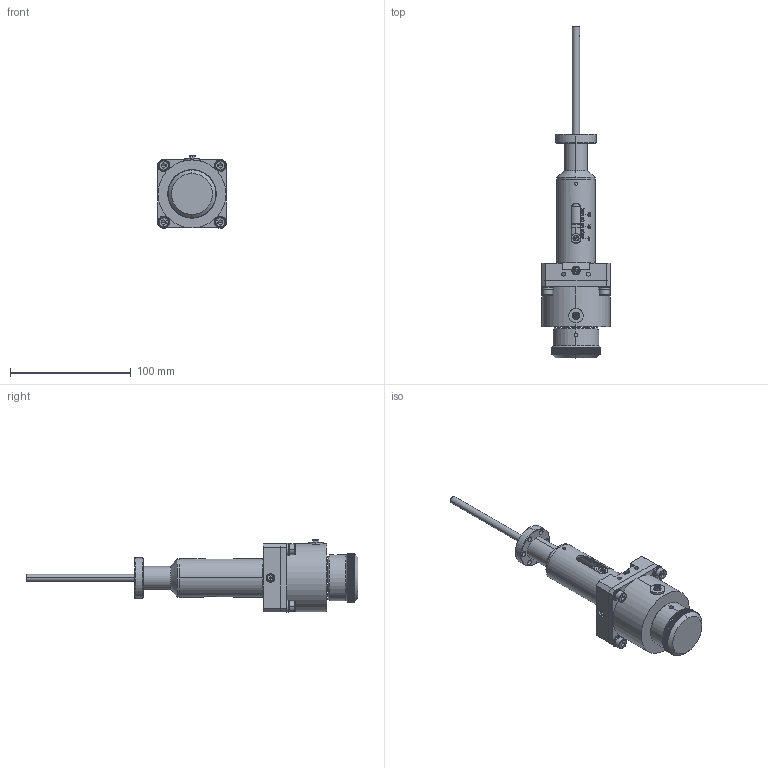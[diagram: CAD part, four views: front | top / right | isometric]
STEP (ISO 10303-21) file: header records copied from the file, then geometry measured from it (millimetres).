
FILE_DESCRIPTION (( 'STEP AP214' ), '1' );
FILE_NAME ('612-CLD25-SM-C16.STEP', '2025-05-06T11:40:27', ( '' ), ( '' ), 'SwSTEP 2.0', 'SolidWorks 2022', '' );
FILE_SCHEMA (( 'AUTOMOTIVE_DESIGN' ));
Length unit declared in the file: millimetre
Products named in the file (21): 906-XFM-X-X_906-XFM-0608-10; 612-CLD25-SM-C16; 9612-CLD-8B; DIN 6797-J3.2_DIN 6797-J3.2; 9612-CLD-SM-11A; 9612-LD-MOTOR56_9612-LD-MOTOR56; 9612-CLD-SM-14D; Hexagon Nut ISO 4032 - M6 - D - N_Hexagon Nut ISO 4032 - M6 - D - N; 9612-CLD-SM-19A; 9612-CLD-21-X_9612-CLD-21-25; DIN 912 M3 x 12 --- 12N_DIN 912 M3 x 12 --- 12N; Spring washer DIN 128 - A5_Spring washer DIN 128 - A5; 9612-CLD-SM-15-X_9612-CLD-SM-20A-25; 9612-CLD-SM-13-X_9612-CLD-SM-13-25; 9612-CLD-09C-X_Version 25 CF16; Washer DIN 125 - A 5.3_Washer DIN 125 - A 5.3; 9612-CLD-20B_DN16 CF; DIN 912 M5 x 20 --- 20N_DIN 912 M5 x 20 --- 20N; 9612-CLD-17; DIN 914 - M4 x 12-N_DIN 914 - M4 x 12-N; DIN 912 M2.5 x 8 --- 8N_DIN 912 M2.5 x 8 --- 8N
Assembly tree (37 placements, depth 3):
  612-CLD25-SM-C16
    9612-CLD-21-X_9612-CLD-21-25
      9612-CLD-20B_DN16 CF
      9612-CLD-8B
    9612-CLD-09C-X_Version 25 CF16
    906-XFM-X-X_906-XFM-0608-10
    9612-CLD-SM-11A
    9612-CLD-17  x2
    9612-CLD-SM-15-X_9612-CLD-SM-20A-25
    9612-CLD-SM-14D
    9612-CLD-SM-13-X_9612-CLD-SM-13-25
    9612-LD-MOTOR56_9612-LD-MOTOR56
    9612-CLD-SM-19A
    DIN 912 M2.5 x 8 --- 8N_DIN 912 M2.5 x 8 --- 8N  x2
    Hexagon Nut ISO 4032 - M6 - D - N_Hexagon Nut ISO 4032 - M6 - D - N
    DIN 912 M3 x 12 --- 12N_DIN 912 M3 x 12 --- 12N  x4
    DIN 6797-J3.2_DIN 6797-J3.2  x4
    DIN 912 M5 x 20 --- 20N_DIN 912 M5 x 20 --- 20N  x4
    Washer DIN 125 - A 5.3_Washer DIN 125 - A 5.3  x4
    Spring washer DIN 128 - A5_Spring washer DIN 128 - A5  x4
    DIN 914 - M4 x 12-N_DIN 914 - M4 x 12-N
Bounding box: 57.08 x 275.28 x 60.24 mm (x, y, z)
Volume: 206705.6 mm3; surface area: 72383.7 mm2
Topology: 44 solids, 44 shells, 2070 faces, 5008 edges, 3037 vertices
Faces by surface type: plane 1277, cylinder 550, cone 107, bspline 76, torus 60
Entity records: 66776 total; most frequent: CARTESIAN_POINT 24717, DIRECTION 8577, ORIENTED_EDGE 8384, EDGE_CURVE 4192, AXIS2_PLACEMENT_3D 3045, VERTEX_POINT 2544, VECTOR 2487, LINE 2487
